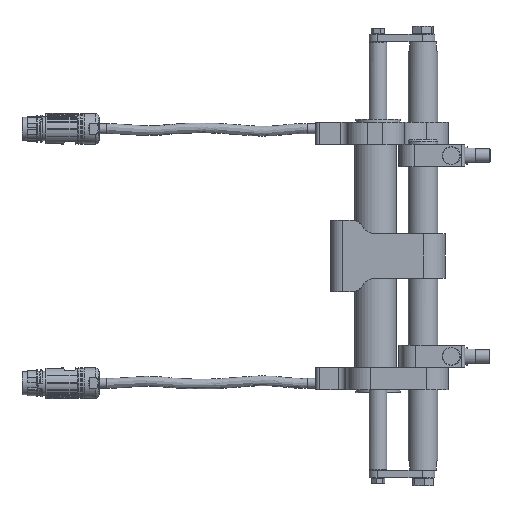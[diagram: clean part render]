
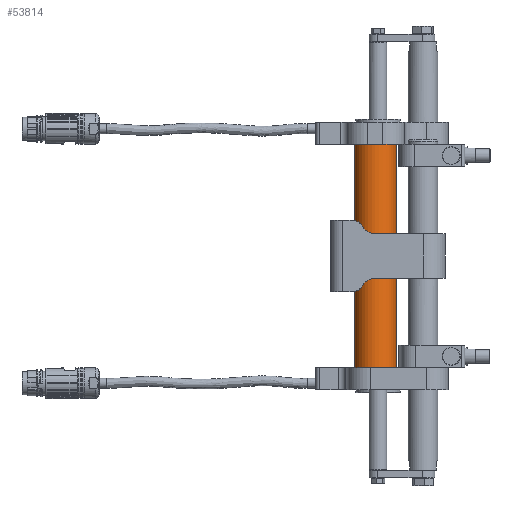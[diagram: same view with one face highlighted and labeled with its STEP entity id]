
A CAD part, left-side view. The second image highlights one B-rep face of the part: STEP entity #53814.
In plain terms, the highlighted cylindrical face has radius 14 mm (diameter 28 mm), a full revolution.
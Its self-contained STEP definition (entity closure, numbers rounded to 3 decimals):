
#7769 = FACE_OUTER_BOUND ( 'NONE', #19357, .T. ) ;
#10940 = ORIENTED_EDGE ( 'NONE', *, *, #36561, .T. ) ;
#16154 = DIRECTION ( 'NONE',  ( -1., 0., 0. ) ) ;
#18989 = CYLINDRICAL_SURFACE ( 'NONE', #62338, 14. ) ;
#19357 = EDGE_LOOP ( 'NONE', ( #10940 ) ) ;
#25817 = CARTESIAN_POINT ( 'NONE',  ( 168., 0., 14. ) ) ;
#34001 = DIRECTION ( 'NONE',  ( 0., 0., 1. ) ) ;
#35457 = VERTEX_POINT ( 'NONE', #76439 ) ;
#36561 = EDGE_CURVE ( 'NONE', #73007, #73007, #68952, .T. ) ;
#36805 = CARTESIAN_POINT ( 'NONE',  ( 168., 0., 0. ) ) ;
#36832 = FACE_OUTER_BOUND ( 'NONE', #68006, .T. ) ;
#38328 = DIRECTION ( 'NONE',  ( 0., 0., 1. ) ) ;
#42988 = DIRECTION ( 'NONE',  ( -1., 0., 0. ) ) ;
#45307 = EDGE_CURVE ( 'NONE', #35457, #35457, #68051, .T. ) ;
#45487 = AXIS2_PLACEMENT_3D ( 'NONE', #36805, #60406, #54591 ) ;
#45873 = AXIS2_PLACEMENT_3D ( 'NONE', #48424, #42988, #38328 ) ;
#48424 = CARTESIAN_POINT ( 'NONE',  ( 12., 0., 0. ) ) ;
#53814 = ADVANCED_FACE ( 'NONE', ( #7769, #36832 ), #18989, .T. ) ;
#54591 = DIRECTION ( 'NONE',  ( 0., 0., 1. ) ) ;
#60406 = DIRECTION ( 'NONE',  ( -1., 0., 0. ) ) ;
#62338 = AXIS2_PLACEMENT_3D ( 'NONE', #69217, #16154, #34001 ) ;
#68006 = EDGE_LOOP ( 'NONE', ( #72561 ) ) ;
#68051 = CIRCLE ( 'NONE', #45873, 14. ) ;
#68952 = CIRCLE ( 'NONE', #45487, 14. ) ;
#69217 = CARTESIAN_POINT ( 'NONE',  ( 0., 0., 0. ) ) ;
#72561 = ORIENTED_EDGE ( 'NONE', *, *, #45307, .F. ) ;
#73007 = VERTEX_POINT ( 'NONE', #25817 ) ;
#76439 = CARTESIAN_POINT ( 'NONE',  ( 12., 0., 14. ) ) ;
